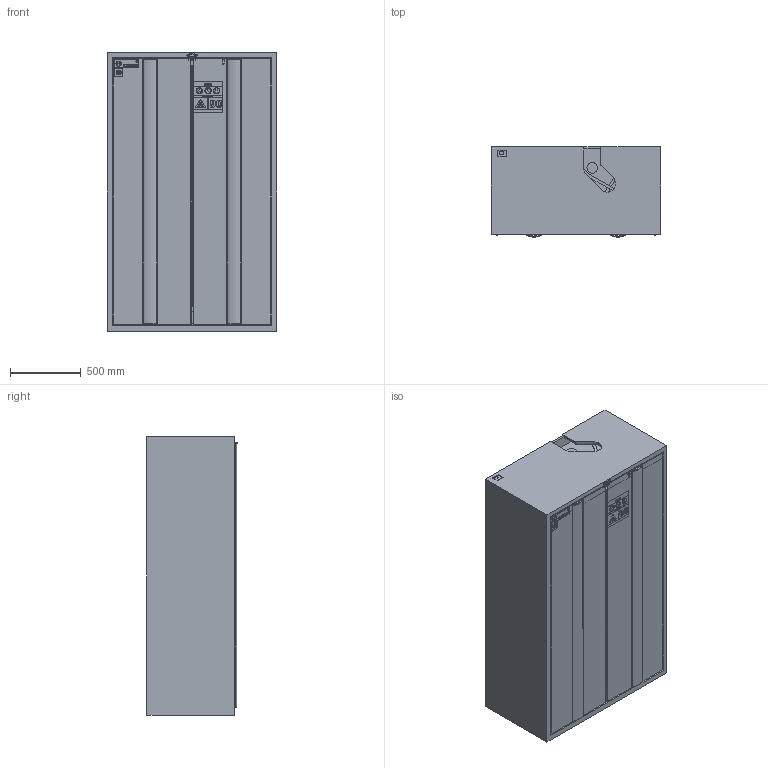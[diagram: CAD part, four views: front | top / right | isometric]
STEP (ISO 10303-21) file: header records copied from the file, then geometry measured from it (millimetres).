
FILE_DESCRIPTION(/* description */ (''),/* implementation_level */ '2;1');
FILE_NAME(/* name */ 'S90.196.120.FDAO_30120-001-30127_CD.stp',/* time_stamp */ '2017-03-03T10:51:24+01:00',/* author */ ('pproduktmanagement'),/* organization */ ('asecos® GmbH'),/* preprocessor_version */ 'ST-DEVELOPER v16.5',/* originating_system */ 'Autodesk Inventor 2017',/* authorisation */ '');
FILE_SCHEMA (('AUTOMOTIVE_DESIGN { 1 0 10303 214 3 1 1 }'));
Length unit declared in the file: millimetre
Products named in the file (2): S90.196.120.FDAO_30120-001-30127; S90.196.120.FDAO_30120-001-30127_CD
Assembly tree (1 placements, depth 2):
  S90.196.120.FDAO_30120-001-30127
    S90.196.120.FDAO_30120-001-30127_CD
Bounding box: 1196.5 x 636.38 x 1968 mm (x, y, z)
Volume: 451062203.7 mm3; surface area: 25746022.2 mm2
Topology: 23 solids, 28 shells, 1051 faces, 2678 edges, 1767 vertices
Faces by surface type: plane 760, cylinder 154, bspline 137
Full cylindrical faces by diameter (mm): 3.242 x4, 4 x3, 4.2 x2, 5 x14, 6.5 x2, 8.1 x6, 13 x2, 15 x2, 20 x35, 33.8 x1, 37.8 x1, 40 x1, 45 x3, 75 x2
Entity records: 33138 total; most frequent: CARTESIAN_POINT 7510, ORIENTED_EDGE 5158, DIRECTION 4455, EDGE_CURVE 2569, LINE 1977, VECTOR 1977, VERTEX_POINT 1728, EDGE_LOOP 1321
